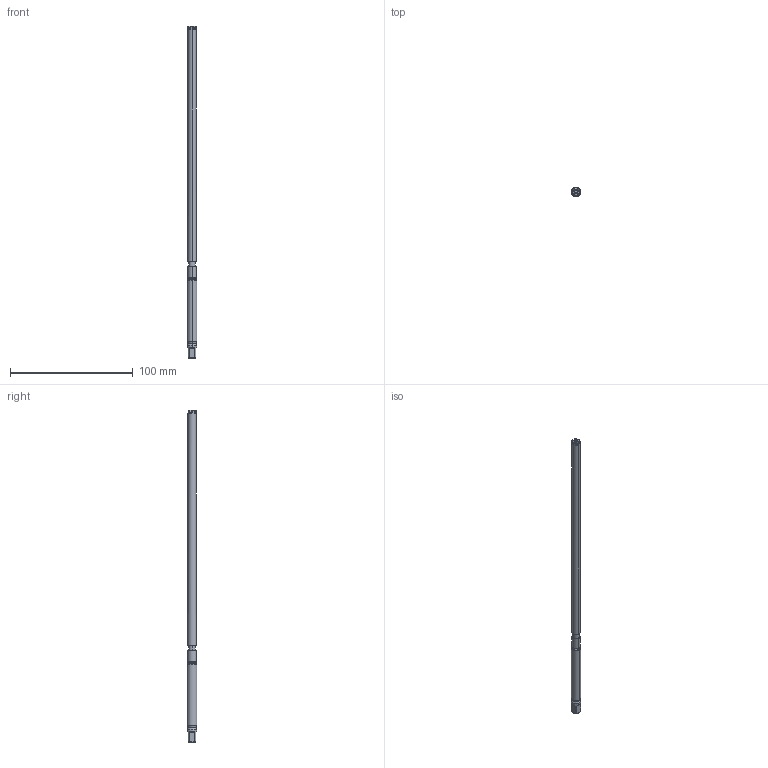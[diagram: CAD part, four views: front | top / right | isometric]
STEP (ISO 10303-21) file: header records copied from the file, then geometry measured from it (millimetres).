
FILE_DESCRIPTION (( 'STEP AP203' ), '1' );
FILE_NAME ('C725-830-001 Rev 01.STEP', '2025-04-18T18:05:06', ( '' ), ( '' ), 'SwSTEP 2.0', 'SolidWorks 2024', '' );
FILE_SCHEMA (( 'CONFIG_CONTROL_DESIGN' ));
Length unit declared in the file: inch
Products named in the file (1): C725-830-001 Rev 01
Bounding box: 7.89 x 7.89 x 270 mm (x, y, z)
Volume: 9983.3 mm3; surface area: 5930.9 mm2
Topology: 1 solids, 1 shells, 170 faces, 380 edges, 214 vertices
Faces by surface type: bspline 60, sphere 30, cylinder 29, torus 28, plane 12, cone 11
Entity records: 5805 total; most frequent: CARTESIAN_POINT 2357, ORIENTED_EDGE 760, DIRECTION 666, EDGE_CURVE 380, AXIS2_PLACEMENT_3D 317, VERTEX_POINT 214, CIRCLE 206, EDGE_LOOP 172
